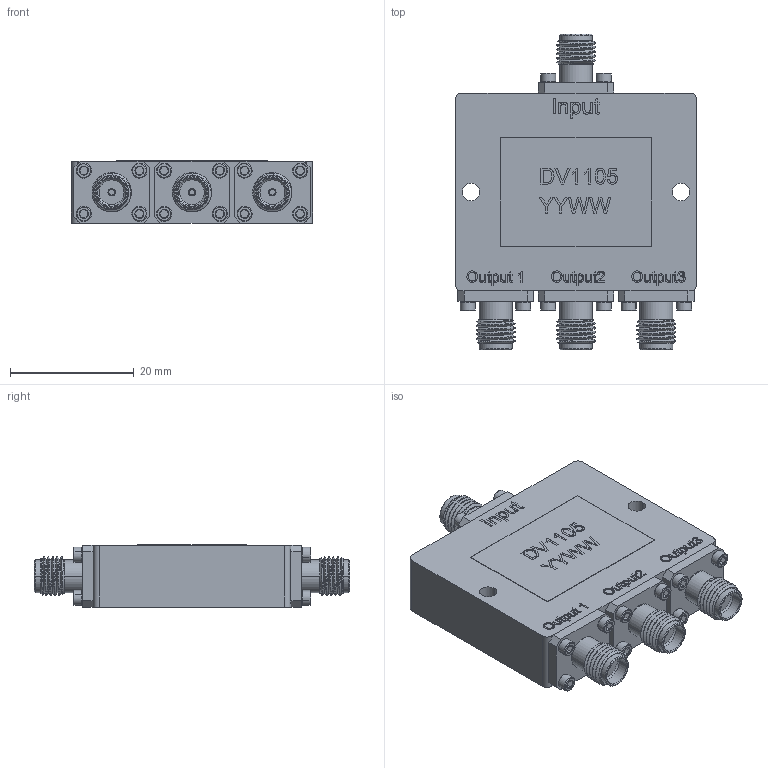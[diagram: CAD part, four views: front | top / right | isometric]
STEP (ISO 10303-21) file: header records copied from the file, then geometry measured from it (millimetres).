
FILE_DESCRIPTION (( 'STEP AP214' ), '1' );
FILE_NAME ('FMDV1105_3D.step', '2023-03-08T23:09:01', ( '' ), ( '' ), 'SwSTEP 2.0', 'SolidWorks 2022', '' );
FILE_SCHEMA (( 'AUTOMOTIVE_DESIGN' ));
Length unit declared in the file: inch
Products named in the file (1): FMDV1105_3D
Bounding box: 39 x 51.04 x 10.08 mm (x, y, z)
Volume: 13911.6 mm3; surface area: 5564.8 mm2
Topology: 1 solids, 1 shells, 1079 faces, 2613 edges, 1638 vertices
Faces by surface type: plane 510, cone 224, bspline 217, cylinder 120, torus 8
Entity records: 46245 total; most frequent: CARTESIAN_POINT 22780, ORIENTED_EDGE 5226, DIRECTION 4085, EDGE_CURVE 2613, VERTEX_POINT 1638, VECTOR 1543, LINE 1543, AXIS2_PLACEMENT_3D 1271
